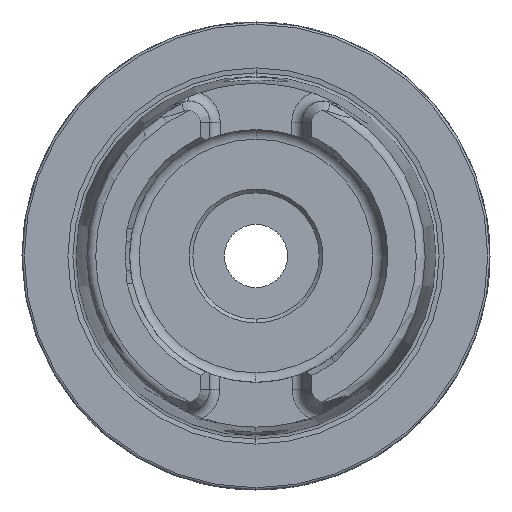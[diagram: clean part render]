
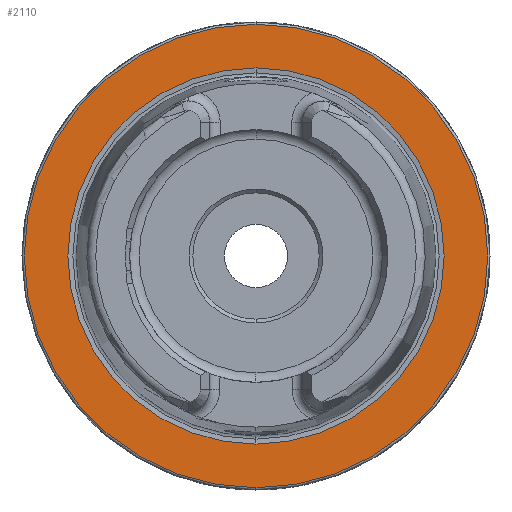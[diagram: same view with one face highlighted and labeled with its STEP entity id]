
A CAD part, left-side view. The second image highlights one B-rep face of the part: STEP entity #2110.
In plain terms, the highlighted planar face has unit normal (-1, 0, 0).
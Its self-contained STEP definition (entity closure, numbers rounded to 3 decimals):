
#26 = VERTEX_POINT ( 'NONE', #7599 ) ;
#286 = FACE_OUTER_BOUND ( 'NONE', #3566, .T. ) ;
#755 = DIRECTION ( 'NONE',  ( -1., 0., 0. ) ) ;
#956 = DIRECTION ( 'NONE',  ( -1., 0., 0. ) ) ;
#1013 = AXIS2_PLACEMENT_3D ( 'NONE', #9114, #5548, #8990 ) ;
#1020 = DIRECTION ( 'NONE',  ( 0., 0., 1. ) ) ;
#1294 = EDGE_LOOP ( 'NONE', ( #10720, #8790 ) ) ;
#1777 = DIRECTION ( 'NONE',  ( 0., 0., 1. ) ) ;
#2095 = CARTESIAN_POINT ( 'NONE',  ( 0., 0., 31.2 ) ) ;
#2110 = ADVANCED_FACE ( 'NONE', ( #5702, #286 ), #3109, .F. ) ;
#2167 = AXIS2_PLACEMENT_3D ( 'NONE', #9552, #755, #1777 ) ;
#2593 = AXIS2_PLACEMENT_3D ( 'NONE', #2683, #2781, #3770 ) ;
#2683 = CARTESIAN_POINT ( 'NONE',  ( 0., 0., 0. ) ) ;
#2781 = DIRECTION ( 'NONE',  ( -1., 0., 0. ) ) ;
#2801 = EDGE_CURVE ( 'NONE', #4460, #3791, #9849, .T. ) ;
#3109 = PLANE ( 'NONE',  #5638 ) ;
#3566 = EDGE_LOOP ( 'NONE', ( #8418, #5245 ) ) ;
#3770 = DIRECTION ( 'NONE',  ( 0., 0., 1. ) ) ;
#3791 = VERTEX_POINT ( 'NONE', #11176 ) ;
#4409 = CIRCLE ( 'NONE', #2167, 25.324 ) ;
#4460 = VERTEX_POINT ( 'NONE', #2095 ) ;
#5169 = EDGE_CURVE ( 'NONE', #3791, #4460, #6015, .T. ) ;
#5245 = ORIENTED_EDGE ( 'NONE', *, *, #5169, .T. ) ;
#5356 = EDGE_CURVE ( 'NONE', #26, #8539, #10984, .T. ) ;
#5548 = DIRECTION ( 'NONE',  ( -1., 0., 0. ) ) ;
#5638 = AXIS2_PLACEMENT_3D ( 'NONE', #8197, #5757, #6475 ) ;
#5702 = FACE_BOUND ( 'NONE', #1294, .T. ) ;
#5757 = DIRECTION ( 'NONE',  ( 1., 0., 0. ) ) ;
#6015 = CIRCLE ( 'NONE', #9949, 31.2 ) ;
#6130 = CARTESIAN_POINT ( 'NONE',  ( 0., 0., 0. ) ) ;
#6475 = DIRECTION ( 'NONE',  ( 0., 0., -1. ) ) ;
#6943 = CARTESIAN_POINT ( 'NONE',  ( 0., 0., 25.324 ) ) ;
#7064 = EDGE_CURVE ( 'NONE', #8539, #26, #4409, .T. ) ;
#7599 = CARTESIAN_POINT ( 'NONE',  ( 0., 0., -25.324 ) ) ;
#8197 = CARTESIAN_POINT ( 'NONE',  ( 0., 31.2, 0. ) ) ;
#8418 = ORIENTED_EDGE ( 'NONE', *, *, #2801, .T. ) ;
#8539 = VERTEX_POINT ( 'NONE', #6943 ) ;
#8790 = ORIENTED_EDGE ( 'NONE', *, *, #5356, .F. ) ;
#8990 = DIRECTION ( 'NONE',  ( 0., 0., 1. ) ) ;
#9114 = CARTESIAN_POINT ( 'NONE',  ( 0., 0., 0. ) ) ;
#9552 = CARTESIAN_POINT ( 'NONE',  ( 0., 0., 0. ) ) ;
#9849 = CIRCLE ( 'NONE', #2593, 31.2 ) ;
#9949 = AXIS2_PLACEMENT_3D ( 'NONE', #6130, #956, #1020 ) ;
#10720 = ORIENTED_EDGE ( 'NONE', *, *, #7064, .F. ) ;
#10984 = CIRCLE ( 'NONE', #1013, 25.324 ) ;
#11176 = CARTESIAN_POINT ( 'NONE',  ( 0., 0., -31.2 ) ) ;
